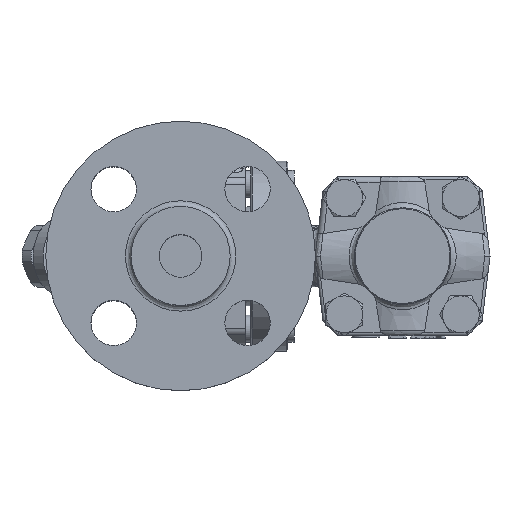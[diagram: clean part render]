
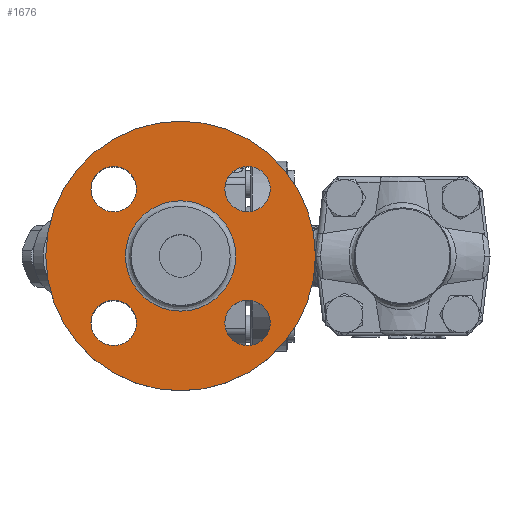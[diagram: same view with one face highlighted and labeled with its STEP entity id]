
A CAD part, top view. The second image highlights one B-rep face of the part: STEP entity #1676.
In plain terms, the highlighted planar face has unit normal (0, 0, 1).
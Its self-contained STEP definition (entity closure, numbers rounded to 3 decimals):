
#1530=CARTESIAN_POINT('',(-30.7,0.0,50.1));
#1531=VERTEX_POINT('',#1530);
#1532=CARTESIAN_POINT('',(-78.2,0.0,50.1));
#1533=DIRECTION('',(0.0,0.0,1.0));
#1534=DIRECTION('',(1.0,0.0,0.0));
#1535=AXIS2_PLACEMENT_3D('',#1532,#1533,#1534);
#1536=CIRCLE('',#1535,47.5);
#1537=EDGE_CURVE('',#1531,#1531,#1536,.T.);
#1598=CARTESIAN_POINT('',(-58.75,0.,50.1));
#1599=VERTEX_POINT('',#1598);
#1600=CARTESIAN_POINT('',(-78.2,0.0,50.1));
#1601=DIRECTION('',(0.,0.0,1.0));
#1602=DIRECTION('',(-1.0,0.,0.));
#1603=AXIS2_PLACEMENT_3D('',#1600,#1601,#1602);
#1604=CIRCLE('',#1603,19.45);
#1605=EDGE_CURVE('',#1599,#1599,#1604,.T.);
#1621=CARTESIAN_POINT('',(-45.725,0.0,50.1));
#1622=DIRECTION('',(0.,0.0,1.0));
#1623=DIRECTION('',(1.0,0.0,0.));
#1624=AXIS2_PLACEMENT_3D('',#1621,#1622,#1623);
#1625=PLANE('',#1624);
#1626=ORIENTED_EDGE('',*,*,#1537,.T.);
#1627=EDGE_LOOP('',(#1626));
#1628=FACE_OUTER_BOUND('',#1627,.T.);
#1629=CARTESIAN_POINT('',(-46.618,23.582,50.1));
#1630=VERTEX_POINT('',#1629);
#1631=CARTESIAN_POINT('',(-54.618,23.582,50.1));
#1632=DIRECTION('',(0.,0.0,-1.0));
#1633=DIRECTION('',(1.0,0.0,0.));
#1634=AXIS2_PLACEMENT_3D('',#1631,#1632,#1633);
#1635=CIRCLE('',#1634,8.0);
#1636=EDGE_CURVE('',#1630,#1630,#1635,.T.);
#1637=ORIENTED_EDGE('',*,*,#1636,.T.);
#1638=EDGE_LOOP('',(#1637));
#1639=FACE_BOUND('',#1638,.T.);
#1640=CARTESIAN_POINT('',(-101.782,31.582,50.1));
#1641=VERTEX_POINT('',#1640);
#1642=CARTESIAN_POINT('',(-101.782,23.582,50.1));
#1643=DIRECTION('',(0.,0.,-1.0));
#1644=DIRECTION('',(0.,1.0,0.));
#1645=AXIS2_PLACEMENT_3D('',#1642,#1643,#1644);
#1646=CIRCLE('',#1645,8.0);
#1647=EDGE_CURVE('',#1641,#1641,#1646,.T.);
#1648=ORIENTED_EDGE('',*,*,#1647,.T.);
#1649=EDGE_LOOP('',(#1648));
#1650=FACE_BOUND('',#1649,.T.);
#1651=CARTESIAN_POINT('',(-109.782,-23.582,50.1));
#1652=VERTEX_POINT('',#1651);
#1653=CARTESIAN_POINT('',(-101.782,-23.582,50.1));
#1654=DIRECTION('',(0.,0.,-1.0));
#1655=DIRECTION('',(-1.0,0.,0.));
#1656=AXIS2_PLACEMENT_3D('',#1653,#1654,#1655);
#1657=CIRCLE('',#1656,8.0);
#1658=EDGE_CURVE('',#1652,#1652,#1657,.T.);
#1659=ORIENTED_EDGE('',*,*,#1658,.T.);
#1660=EDGE_LOOP('',(#1659));
#1661=FACE_BOUND('',#1660,.T.);
#1662=CARTESIAN_POINT('',(-54.618,-31.582,50.1));
#1663=VERTEX_POINT('',#1662);
#1664=CARTESIAN_POINT('',(-54.618,-23.582,50.1));
#1665=DIRECTION('',(0.,0.,-1.0));
#1666=DIRECTION('',(0.,-1.0,0.));
#1667=AXIS2_PLACEMENT_3D('',#1664,#1665,#1666);
#1668=CIRCLE('',#1667,8.0);
#1669=EDGE_CURVE('',#1663,#1663,#1668,.T.);
#1670=ORIENTED_EDGE('',*,*,#1669,.T.);
#1671=EDGE_LOOP('',(#1670));
#1672=FACE_BOUND('',#1671,.T.);
#1673=ORIENTED_EDGE('',*,*,#1605,.F.);
#1674=EDGE_LOOP('',(#1673));
#1675=FACE_BOUND('',#1674,.T.);
#1676=ADVANCED_FACE('',(#1628,#1639,#1650,#1661,#1672,#1675),#1625,.T.);
